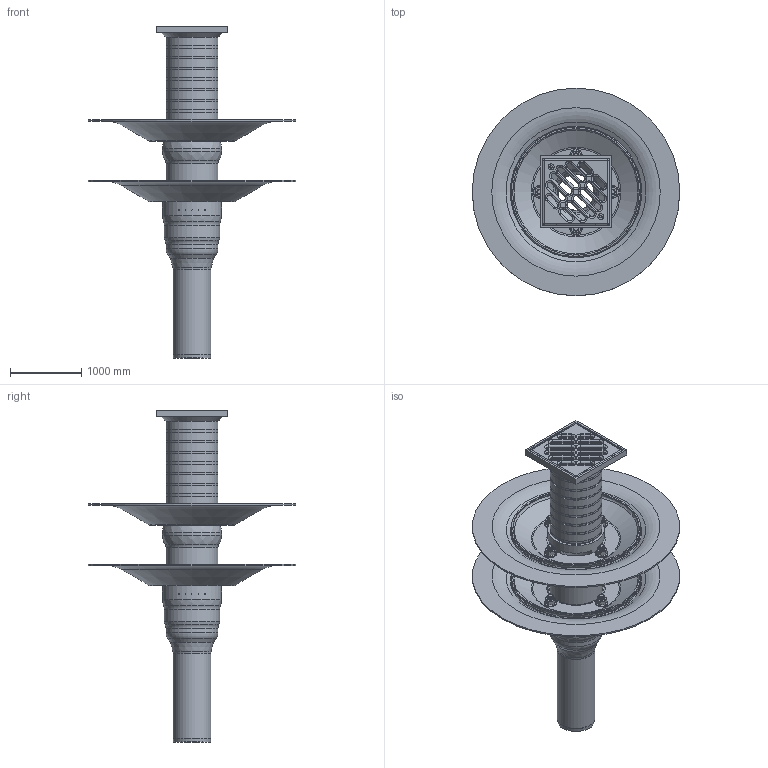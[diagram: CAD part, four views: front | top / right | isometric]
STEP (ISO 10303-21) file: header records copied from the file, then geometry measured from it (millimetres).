
FILE_DESCRIPTION(/* description */ (''),/* implementation_level */ '2;1');
FILE_NAME(/* name */ '19250.050X_3D.stp',/* time_stamp */ '2025-11-13T07:25:34+01:00',/* author */ ('d.brandes'),/* organization */ (''),/* preprocessor_version */ 'ST-DEVELOPER v20.1',/* originating_system */ 'AutoCAD Mechanical',/* authorisation */ '');
FILE_SCHEMA (('AUTOMOTIVE_DESIGN { 1 0 10303 214 3 1 1 }'));
Length unit declared in the file: centimetre
Products named in the file (2): Product; *S0
Assembly tree (1 placements, depth 2):
  Product
    *S0
Bounding box: 2920 x 2920 x 4670.87 mm (x, y, z)
Volume: 685893692.5 mm3; surface area: 72604500.2 mm2
Topology: 29 solids, 29 shells, 857 faces, 1927 edges, 1167 vertices
Faces by surface type: cone 256, plane 254, cylinder 234, torus 93, bspline 12, sphere 8
Full cylindrical faces by diameter (mm): 35 x2, 66.47 x8, 80 x8, 85 x2, 110 x8, 510 x1, 530 x1, 706 x2, 720 x8, 730 x12, 734 x1, 756 x2, 758 x1, 760 x1, 782 x1, 800 x1, 808 x3, 820 x2, 832 x2, 2920 x2
Entity records: 25447 total; most frequent: CARTESIAN_POINT 5874, DIRECTION 4325, ORIENTED_EDGE 3852, EDGE_CURVE 1926, AXIS2_PLACEMENT_3D 1774, VERTEX_POINT 1165, EDGE_LOOP 975, CIRCLE 926
